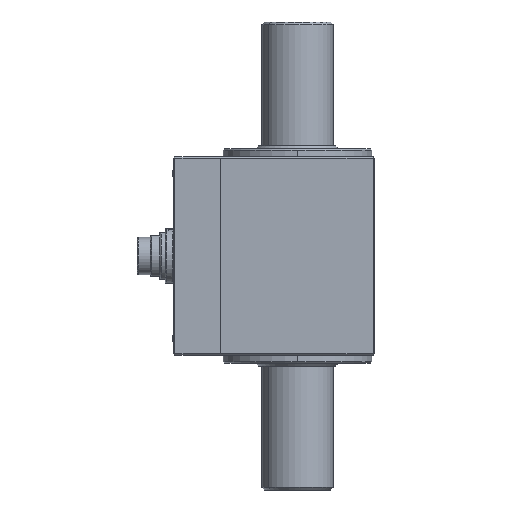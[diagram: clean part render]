
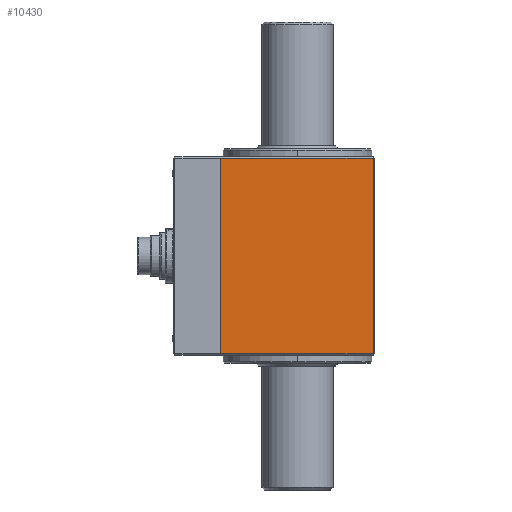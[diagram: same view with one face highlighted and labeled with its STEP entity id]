
A CAD part, left-side view. The second image highlights one B-rep face of the part: STEP entity #10430.
In plain terms, the highlighted planar face has unit normal (-1, 0, 0).
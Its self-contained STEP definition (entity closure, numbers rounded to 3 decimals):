
#1971 = CARTESIAN_POINT ( 'NONE',  ( -28., -28., -78. ) ) ;
#2441 = VERTEX_POINT ( 'NONE', #11930 ) ;
#2976 = CARTESIAN_POINT ( 'NONE',  ( -28., -27.5, -74.5 ) ) ;
#3112 = PLANE ( 'NONE',  #10158 ) ;
#3162 = DIRECTION ( 'NONE',  ( 0., 0., 1. ) ) ;
#3271 = ORIENTED_EDGE ( 'NONE', *, *, #14485, .T. ) ;
#3996 = ORIENTED_EDGE ( 'NONE', *, *, #6746, .T. ) ;
#4117 = VERTEX_POINT ( 'NONE', #4999 ) ;
#4461 = EDGE_CURVE ( 'NONE', #2441, #8334, #12063, .T. ) ;
#4999 = CARTESIAN_POINT ( 'NONE',  ( -28., 28., -3.5 ) ) ;
#5095 = LINE ( 'NONE', #13129, #11352 ) ;
#6152 = LINE ( 'NONE', #9353, #12275 ) ;
#6746 = EDGE_CURVE ( 'NONE', #8334, #12592, #5095, .T. ) ;
#7240 = EDGE_CURVE ( 'NONE', #2441, #4117, #14096, .T. ) ;
#8334 = VERTEX_POINT ( 'NONE', #2976 ) ;
#8349 = CARTESIAN_POINT ( 'NONE',  ( -28., 28., -78. ) ) ;
#8363 = DIRECTION ( 'NONE',  ( 0., 0., 1. ) ) ;
#9349 = EDGE_LOOP ( 'NONE', ( #13979, #3996, #3271, #12956 ) ) ;
#9353 = CARTESIAN_POINT ( 'NONE',  ( -28., -28., -3.5 ) ) ;
#9598 = DIRECTION ( 'NONE',  ( 0., 0., 1. ) ) ;
#10158 = AXIS2_PLACEMENT_3D ( 'NONE', #1971, #10524, #3162 ) ;
#10298 = FACE_OUTER_BOUND ( 'NONE', #9349, .T. ) ;
#10430 = ADVANCED_FACE ( 'NONE', ( #10298 ), #3112, .T. ) ;
#10475 = DIRECTION ( 'NONE',  ( 0., 1., 0. ) ) ;
#10524 = DIRECTION ( 'NONE',  ( -1., 0., 0. ) ) ;
#11352 = VECTOR ( 'NONE', #8363, 1000. ) ;
#11566 = VECTOR ( 'NONE', #13365, 1000. ) ;
#11615 = CARTESIAN_POINT ( 'NONE',  ( -28., -27.5, -3.5 ) ) ;
#11930 = CARTESIAN_POINT ( 'NONE',  ( -28., 28., -74.5 ) ) ;
#12063 = LINE ( 'NONE', #12248, #11566 ) ;
#12248 = CARTESIAN_POINT ( 'NONE',  ( -28., -28., -74.5 ) ) ;
#12275 = VECTOR ( 'NONE', #10475, 1000. ) ;
#12592 = VERTEX_POINT ( 'NONE', #11615 ) ;
#12956 = ORIENTED_EDGE ( 'NONE', *, *, #7240, .F. ) ;
#13129 = CARTESIAN_POINT ( 'NONE',  ( -28., -27.5, -78. ) ) ;
#13365 = DIRECTION ( 'NONE',  ( 0., -1., 0. ) ) ;
#13979 = ORIENTED_EDGE ( 'NONE', *, *, #4461, .T. ) ;
#14096 = LINE ( 'NONE', #8349, #14564 ) ;
#14485 = EDGE_CURVE ( 'NONE', #12592, #4117, #6152, .T. ) ;
#14564 = VECTOR ( 'NONE', #9598, 1000. ) ;
